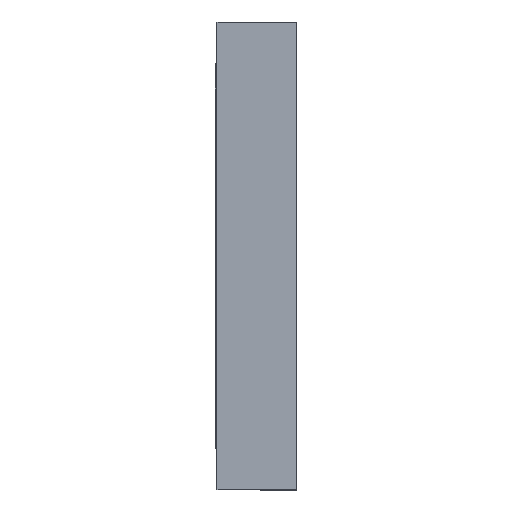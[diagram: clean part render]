
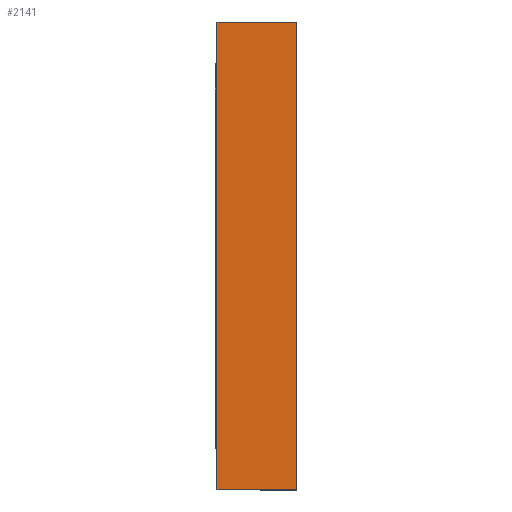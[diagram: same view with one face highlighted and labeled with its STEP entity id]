
A CAD part, left-side view. The second image highlights one B-rep face of the part: STEP entity #2141.
In plain terms, the highlighted planar face has unit normal (-1, 0, 0).
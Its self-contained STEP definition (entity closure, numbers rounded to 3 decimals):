
#235 = CARTESIAN_POINT ( 'NONE',  ( -30., 0., 0. ) ) ;
#278 = AXIS2_PLACEMENT_3D ( 'NONE', #1586, #10025, #1661 ) ;
#407 = CARTESIAN_POINT ( 'NONE',  ( -30., 26.5, 0. ) ) ;
#452 = VERTEX_POINT ( 'NONE', #4539 ) ;
#819 = CARTESIAN_POINT ( 'NONE',  ( -30., 0., -156. ) ) ;
#1047 = ORIENTED_EDGE ( 'NONE', *, *, #2613, .F. ) ;
#1440 = VECTOR ( 'NONE', #7111, 1000. ) ;
#1559 = PLANE ( 'NONE',  #278 ) ;
#1586 = CARTESIAN_POINT ( 'NONE',  ( -30., 0., -221.592 ) ) ;
#1661 = DIRECTION ( 'NONE',  ( 0., 0., 1. ) ) ;
#1697 = LINE ( 'NONE', #6764, #1440 ) ;
#1827 = ORIENTED_EDGE ( 'NONE', *, *, #8843, .T. ) ;
#2046 = VECTOR ( 'NONE', #3048, 1000. ) ;
#2141 = ADVANCED_FACE ( 'NONE', ( #4839 ), #1559, .T. ) ;
#2181 = LINE ( 'NONE', #235, #2046 ) ;
#2595 = ORIENTED_EDGE ( 'NONE', *, *, #7068, .F. ) ;
#2613 = EDGE_CURVE ( 'NONE', #7247, #6919, #1697, .T. ) ;
#3048 = DIRECTION ( 'NONE',  ( 0., -1., 0. ) ) ;
#3590 = DIRECTION ( 'NONE',  ( 0., 1., 0. ) ) ;
#4446 = CARTESIAN_POINT ( 'NONE',  ( -30., 0., 0. ) ) ;
#4539 = CARTESIAN_POINT ( 'NONE',  ( -30., 0., -156. ) ) ;
#4839 = FACE_OUTER_BOUND ( 'NONE', #9969, .T. ) ;
#5121 = ORIENTED_EDGE ( 'NONE', *, *, #7977, .F. ) ;
#5471 = LINE ( 'NONE', #819, #6382 ) ;
#5478 = CARTESIAN_POINT ( 'NONE',  ( -30., 26.5, -156. ) ) ;
#6382 = VECTOR ( 'NONE', #3590, 1000. ) ;
#6764 = CARTESIAN_POINT ( 'NONE',  ( -30., 26.5, -221.592 ) ) ;
#6919 = VERTEX_POINT ( 'NONE', #407 ) ;
#7068 = EDGE_CURVE ( 'NONE', #452, #7247, #5471, .T. ) ;
#7111 = DIRECTION ( 'NONE',  ( 0., 0., 1. ) ) ;
#7247 = VERTEX_POINT ( 'NONE', #5478 ) ;
#7670 = DIRECTION ( 'NONE',  ( 0., 0., 1. ) ) ;
#7977 = EDGE_CURVE ( 'NONE', #6919, #10978, #2181, .T. ) ;
#8843 = EDGE_CURVE ( 'NONE', #452, #10978, #10749, .T. ) ;
#9969 = EDGE_LOOP ( 'NONE', ( #2595, #1827, #5121, #1047 ) ) ;
#10025 = DIRECTION ( 'NONE',  ( -1., 0., 0. ) ) ;
#10415 = CARTESIAN_POINT ( 'NONE',  ( -30., 0., -221.592 ) ) ;
#10731 = VECTOR ( 'NONE', #7670, 1000. ) ;
#10749 = LINE ( 'NONE', #10415, #10731 ) ;
#10978 = VERTEX_POINT ( 'NONE', #4446 ) ;
